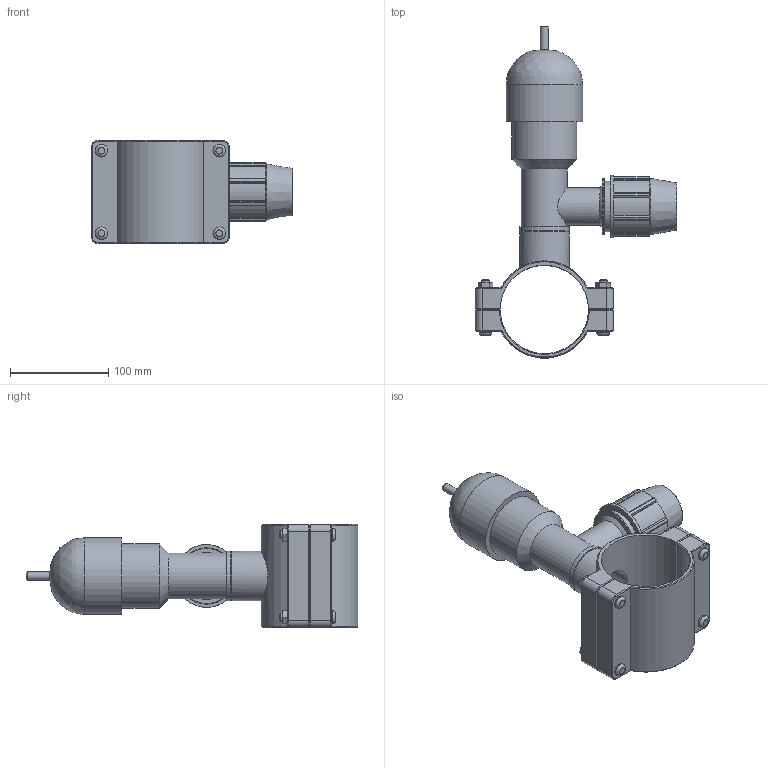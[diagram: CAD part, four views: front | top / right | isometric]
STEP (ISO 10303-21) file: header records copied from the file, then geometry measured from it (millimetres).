
FILE_DESCRIPTION(/* description */ ('PLASSON MECHANICAL TAPPING VALVE 90-32'),/* implementation_level */ '2;1');
FILE_NAME(/* name */ '186800090032.ipt.stp',/* time_stamp */ '2017-06-18T09:30:04+03:00',/* author */ ('KIM'),/* organization */ (''),/* preprocessor_version */ 'ST-DEVELOPER v15.6',/* originating_system */ 'Autodesk Inventor 2015',/* authorisation */ '');
FILE_SCHEMA (('AUTOMOTIVE_DESIGN { 1 0 10303 214 3 1 1 }'));
Length unit declared in the file: millimetre
Products named in the file (1): 186800090032
Bounding box: 205.5 x 338.32 x 105 mm (x, y, z)
Volume: 1001215.6 mm3; surface area: 188817.4 mm2
Topology: 1 solids, 1 shells, 224 faces, 530 edges, 335 vertices
Faces by surface type: plane 133, cylinder 49, cone 33, torus 8, bspline 1
Full cylindrical faces by diameter (mm): 8 x4, 8.19 x1, 13 x8, 25.6 x1, 32 x2, 38.4 x1, 38.952 x1, 46.742 x1, 48 x1, 50.638 x2, 51.2 x1, 57.6 x1, 64 x1, 66.218 x1, 77.904 x1
Entity records: 6408 total; most frequent: CARTESIAN_POINT 1404, DIRECTION 1038, ORIENTED_EDGE 960, EDGE_CURVE 480, AXIS2_PLACEMENT_3D 376, VERTEX_POINT 330, EDGE_LOOP 304, LINE 286
